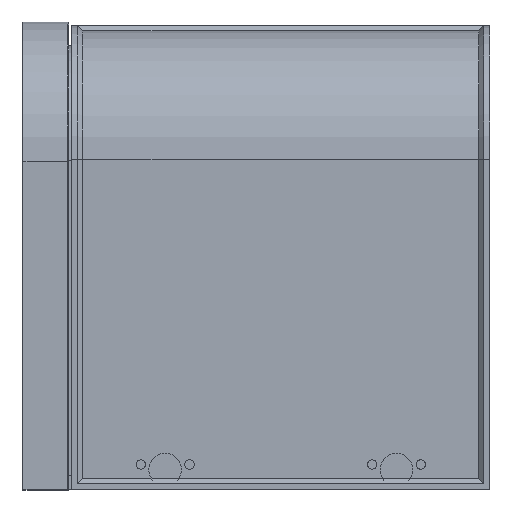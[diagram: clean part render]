
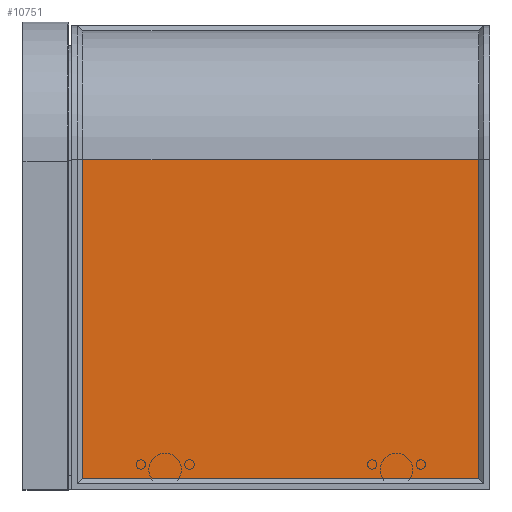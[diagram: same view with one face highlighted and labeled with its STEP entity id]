
A CAD part, left-side view. The second image highlights one B-rep face of the part: STEP entity #10751.
In plain terms, the highlighted planar face has unit normal (-1, 0, 0).
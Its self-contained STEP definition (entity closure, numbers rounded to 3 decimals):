
#668 = CARTESIAN_POINT ( 'NONE',  ( -77.5, 6.5, -236. ) ) ;
#801 = PLANE ( 'NONE',  #8626 ) ;
#884 = VERTEX_POINT ( 'NONE', #1021 ) ;
#1021 = CARTESIAN_POINT ( 'NONE',  ( -77.5, 12., 105. ) ) ;
#1533 = CARTESIAN_POINT ( 'NONE',  ( -77.5, 12., 105. ) ) ;
#2338 = ORIENTED_EDGE ( 'NONE', *, *, #5605, .T. ) ;
#2446 = VECTOR ( 'NONE', #10602, 1000. ) ;
#3255 = LINE ( 'NONE', #1533, #5855 ) ;
#3292 = CARTESIAN_POINT ( 'NONE',  ( -77.5, 12., -236. ) ) ;
#3410 = VECTOR ( 'NONE', #5973, 1000. ) ;
#3503 = CARTESIAN_POINT ( 'NONE',  ( -77.5, 961.831, -241.5 ) ) ;
#3919 = LINE ( 'NONE', #7534, #3410 ) ;
#4346 = CARTESIAN_POINT ( 'NONE',  ( -77.5, 435., -241.5 ) ) ;
#4363 = VERTEX_POINT ( 'NONE', #3292 ) ;
#4399 = DIRECTION ( 'NONE',  ( 0., 0., 1. ) ) ;
#4843 = ORIENTED_EDGE ( 'NONE', *, *, #7687, .F. ) ;
#5099 = EDGE_CURVE ( 'NONE', #7911, #6507, #5971, .T. ) ;
#5127 = DIRECTION ( 'NONE',  ( 0., 0., 1. ) ) ;
#5212 = DIRECTION ( 'NONE',  ( 0., 0., -1. ) ) ;
#5313 = ORIENTED_EDGE ( 'NONE', *, *, #9637, .T. ) ;
#5605 = EDGE_CURVE ( 'NONE', #6507, #4363, #8753, .T. ) ;
#5855 = VECTOR ( 'NONE', #5127, 1000. ) ;
#5971 = LINE ( 'NONE', #4346, #11108 ) ;
#5973 = DIRECTION ( 'NONE',  ( 0., -1., 0. ) ) ;
#6256 = DIRECTION ( 'NONE',  ( -1., 0., 0. ) ) ;
#6507 = VERTEX_POINT ( 'NONE', #8924 ) ;
#7534 = CARTESIAN_POINT ( 'NONE',  ( -77.5, 961.831, 105. ) ) ;
#7687 = EDGE_CURVE ( 'NONE', #7911, #884, #3919, .T. ) ;
#7911 = VERTEX_POINT ( 'NONE', #9739 ) ;
#7971 = EDGE_LOOP ( 'NONE', ( #2338, #5313, #4843, #11248 ) ) ;
#8626 = AXIS2_PLACEMENT_3D ( 'NONE', #3503, #6256, #4399 ) ;
#8753 = LINE ( 'NONE', #668, #2446 ) ;
#8924 = CARTESIAN_POINT ( 'NONE',  ( -77.5, 435., -236. ) ) ;
#9637 = EDGE_CURVE ( 'NONE', #4363, #884, #3255, .T. ) ;
#9734 = FACE_OUTER_BOUND ( 'NONE', #7971, .T. ) ;
#9739 = CARTESIAN_POINT ( 'NONE',  ( -77.5, 435., 105. ) ) ;
#10602 = DIRECTION ( 'NONE',  ( 0., -1., 0. ) ) ;
#10751 = ADVANCED_FACE ( 'NONE', ( #9734 ), #801, .T. ) ;
#11108 = VECTOR ( 'NONE', #5212, 1000. ) ;
#11248 = ORIENTED_EDGE ( 'NONE', *, *, #5099, .T. ) ;
